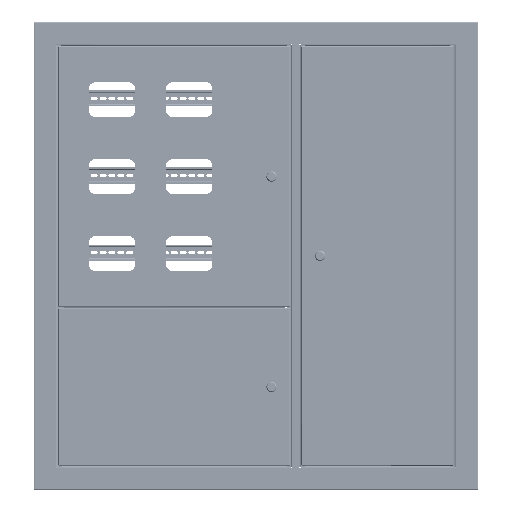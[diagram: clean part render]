
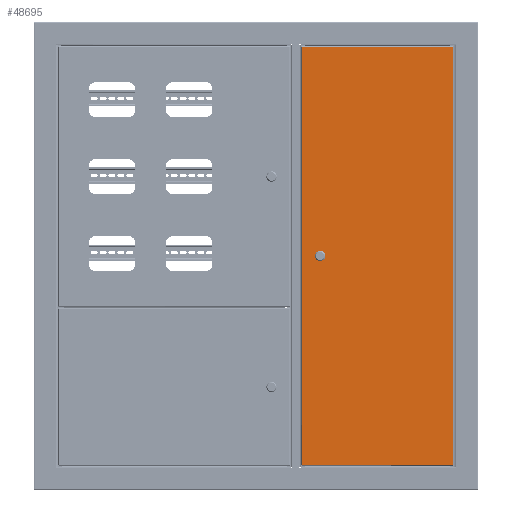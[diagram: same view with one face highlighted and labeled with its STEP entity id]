
A CAD part, top view. The second image highlights one B-rep face of the part: STEP entity #48695.
In plain terms, the highlighted planar face has unit normal (0, 0, 1).
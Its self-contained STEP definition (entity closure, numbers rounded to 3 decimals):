
#806 = EDGE_CURVE ( 'NONE', #76174, #9099, #47175, .T. ) ;
#1447 = ORIENTED_EDGE ( 'NONE', *, *, #41289, .T. ) ;
#3345 = EDGE_CURVE ( 'NONE', #21988, #61261, #64778, .T. ) ;
#3771 = AXIS2_PLACEMENT_3D ( 'NONE', #87935, #65222, #94760 ) ;
#4194 = CARTESIAN_POINT ( 'NONE',  ( 451.849, 31.5, 0. ) ) ;
#7851 = DIRECTION ( 'NONE',  ( 0., 0., 1. ) ) ;
#9099 = VERTEX_POINT ( 'NONE', #50396 ) ;
#9777 = ORIENTED_EDGE ( 'NONE', *, *, #95237, .T. ) ;
#12310 = DIRECTION ( 'NONE',  ( 1., 0., 0. ) ) ;
#13119 = AXIS2_PLACEMENT_3D ( 'NONE', #64215, #7851, #36444 ) ;
#13282 = LINE ( 'NONE', #78646, #72455 ) ;
#15041 = DIRECTION ( 'NONE',  ( -1., 0., 0. ) ) ;
#15134 = DIRECTION ( 'NONE',  ( 1., 0., 0. ) ) ;
#15690 = VECTOR ( 'NONE', #92231, 1000. ) ;
#16689 = CARTESIAN_POINT ( 'NONE',  ( 1.7, 1.7, 0. ) ) ;
#17004 = VERTEX_POINT ( 'NONE', #94491 ) ;
#17891 = CARTESIAN_POINT ( 'NONE',  ( 448.2, 40., 0. ) ) ;
#21272 = VERTEX_POINT ( 'NONE', #56841 ) ;
#21351 = CARTESIAN_POINT ( 'NONE',  ( 894.993, 324., 0. ) ) ;
#21988 = VERTEX_POINT ( 'NONE', #4194 ) ;
#22268 = LINE ( 'NONE', #65409, #93973 ) ;
#22381 = EDGE_CURVE ( 'NONE', #17004, #21988, #13282, .T. ) ;
#26139 = AXIS2_PLACEMENT_3D ( 'NONE', #74209, #81472, #15134 ) ;
#26499 = EDGE_CURVE ( 'NONE', #61261, #76174, #54866, .T. ) ;
#27896 = VERTEX_POINT ( 'NONE', #16689 ) ;
#28734 = ORIENTED_EDGE ( 'NONE', *, *, #3345, .F. ) ;
#30379 = CARTESIAN_POINT ( 'NONE',  ( 457.45, 40., 0. ) ) ;
#33119 = LINE ( 'NONE', #75760, #36252 ) ;
#34223 = FACE_OUTER_BOUND ( 'NONE', #57493, .T. ) ;
#35660 = FACE_BOUND ( 'NONE', #84054, .T. ) ;
#36252 = VECTOR ( 'NONE', #55874, 1000. ) ;
#36444 = DIRECTION ( 'NONE',  ( 1., 0., 0. ) ) ;
#36593 = ORIENTED_EDGE ( 'NONE', *, *, #59077, .T. ) ;
#41289 = EDGE_CURVE ( 'NONE', #82818, #21272, #52312, .T. ) ;
#46029 = DIRECTION ( 'NONE',  ( 0., -1., 0. ) ) ;
#47175 = LINE ( 'NONE', #62691, #15690 ) ;
#48695 = ADVANCED_FACE ( 'NONE', ( #35660, #34223 ), #58427, .F. ) ;
#50166 = ORIENTED_EDGE ( 'NONE', *, *, #92022, .T. ) ;
#50396 = CARTESIAN_POINT ( 'NONE',  ( 444.551, 48.5, 0. ) ) ;
#52312 = LINE ( 'NONE', #21351, #88178 ) ;
#54191 = DIRECTION ( 'NONE',  ( 1., 0., 0. ) ) ;
#54866 = CIRCLE ( 'NONE', #13119, 9.25 ) ;
#55204 = VERTEX_POINT ( 'NONE', #65325 ) ;
#55254 = CARTESIAN_POINT ( 'NONE',  ( 894.7, 324., 0. ) ) ;
#55874 = DIRECTION ( 'NONE',  ( 0., 1., 0. ) ) ;
#56841 = CARTESIAN_POINT ( 'NONE',  ( 1.7, 324., 0. ) ) ;
#57493 = EDGE_LOOP ( 'NONE', ( #9777, #50166, #1447, #36593 ) ) ;
#58427 = PLANE ( 'NONE',  #3771 ) ;
#59077 = EDGE_CURVE ( 'NONE', #21272, #27896, #62029, .T. ) ;
#59185 = AXIS2_PLACEMENT_3D ( 'NONE', #17891, #61477, #54191 ) ;
#59880 = ORIENTED_EDGE ( 'NONE', *, *, #67970, .F. ) ;
#61261 = VERTEX_POINT ( 'NONE', #30379 ) ;
#61477 = DIRECTION ( 'NONE',  ( 0., 0., 1. ) ) ;
#62029 = LINE ( 'NONE', #77028, #95017 ) ;
#62691 = CARTESIAN_POINT ( 'NONE',  ( 451.849, 48.5, 0. ) ) ;
#64215 = CARTESIAN_POINT ( 'NONE',  ( 448.2, 40., 0. ) ) ;
#64778 = CIRCLE ( 'NONE', #26139, 9.25 ) ;
#65222 = DIRECTION ( 'NONE',  ( 0., 0., -1. ) ) ;
#65325 = CARTESIAN_POINT ( 'NONE',  ( 894.7, 1.7, 0. ) ) ;
#65409 = CARTESIAN_POINT ( 'NONE',  ( 1.7, 1.7, 0. ) ) ;
#67970 = EDGE_CURVE ( 'NONE', #9099, #17004, #77774, .T. ) ;
#72455 = VECTOR ( 'NONE', #12310, 1000. ) ;
#72677 = DIRECTION ( 'NONE',  ( 1., 0., 0. ) ) ;
#74209 = CARTESIAN_POINT ( 'NONE',  ( 448.2, 40., 0. ) ) ;
#75760 = CARTESIAN_POINT ( 'NONE',  ( 894.7, 0., 0. ) ) ;
#76174 = VERTEX_POINT ( 'NONE', #80610 ) ;
#77028 = CARTESIAN_POINT ( 'NONE',  ( 1.7, 324.293, 0. ) ) ;
#77453 = ORIENTED_EDGE ( 'NONE', *, *, #806, .F. ) ;
#77774 = CIRCLE ( 'NONE', #59185, 9.25 ) ;
#78058 = ORIENTED_EDGE ( 'NONE', *, *, #22381, .F. ) ;
#78646 = CARTESIAN_POINT ( 'NONE',  ( 451.849, 31.5, 0. ) ) ;
#79538 = ORIENTED_EDGE ( 'NONE', *, *, #26499, .F. ) ;
#80610 = CARTESIAN_POINT ( 'NONE',  ( 451.849, 48.5, 0. ) ) ;
#81472 = DIRECTION ( 'NONE',  ( 0., 0., 1. ) ) ;
#82818 = VERTEX_POINT ( 'NONE', #55254 ) ;
#84054 = EDGE_LOOP ( 'NONE', ( #77453, #79538, #28734, #78058, #59880 ) ) ;
#87935 = CARTESIAN_POINT ( 'NONE',  ( 0., 325.7, 0. ) ) ;
#88178 = VECTOR ( 'NONE', #15041, 1000. ) ;
#92022 = EDGE_CURVE ( 'NONE', #55204, #82818, #33119, .T. ) ;
#92231 = DIRECTION ( 'NONE',  ( -1., 0., 0. ) ) ;
#93973 = VECTOR ( 'NONE', #72677, 1000. ) ;
#94491 = CARTESIAN_POINT ( 'NONE',  ( 444.551, 31.5, 0. ) ) ;
#94760 = DIRECTION ( 'NONE',  ( -1., 0., 0. ) ) ;
#95017 = VECTOR ( 'NONE', #46029, 1000. ) ;
#95237 = EDGE_CURVE ( 'NONE', #27896, #55204, #22268, .T. ) ;
